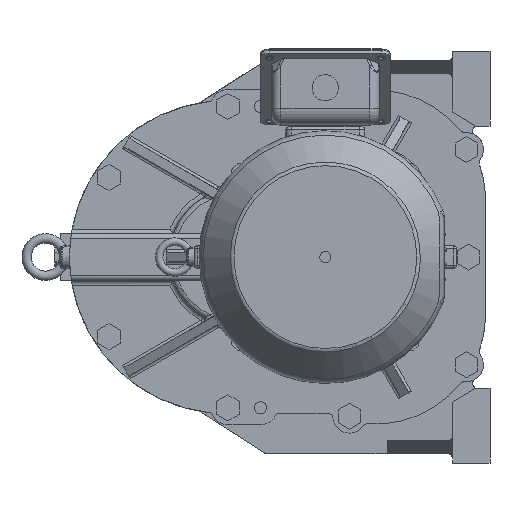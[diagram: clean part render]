
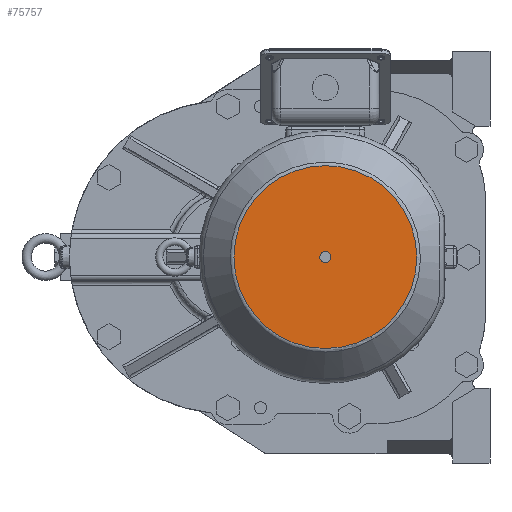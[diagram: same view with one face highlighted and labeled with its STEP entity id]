
A CAD part, left-side view. The second image highlights one B-rep face of the part: STEP entity #75757.
In plain terms, the highlighted planar face has unit normal (-1, 0, 0).
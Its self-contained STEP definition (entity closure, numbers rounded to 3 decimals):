
#4236 = PLANE ( 'NONE',  #6900 ) ;
#6900 = AXIS2_PLACEMENT_3D ( 'NONE', #41979, #50664, #105721 ) ;
#11355 = ORIENTED_EDGE ( 'NONE', *, *, #98373, .T. ) ;
#22119 = ORIENTED_EDGE ( 'NONE', *, *, #119760, .T. ) ;
#26582 = CIRCLE ( 'NONE', #111481, 97.668 ) ;
#33156 = DIRECTION ( 'NONE',  ( -1., 0., 0. ) ) ;
#41979 = CARTESIAN_POINT ( 'NONE',  ( -387.6, 5.905, 0. ) ) ;
#42008 = CIRCLE ( 'NONE', #89395, 6. ) ;
#50664 = DIRECTION ( 'NONE',  ( 1., 0., 0. ) ) ;
#52943 = DIRECTION ( 'NONE',  ( 0., 0., -1. ) ) ;
#57722 = DIRECTION ( 'NONE',  ( 1., 0., 0. ) ) ;
#67579 = CARTESIAN_POINT ( 'NONE',  ( -387.6, -94.095, 0. ) ) ;
#72813 = CARTESIAN_POINT ( 'NONE',  ( -387.6, -94.095, -6. ) ) ;
#75757 = ADVANCED_FACE ( 'NONE', ( #106939, #89590 ), #4236, .F. ) ;
#77805 = CARTESIAN_POINT ( 'NONE',  ( -387.6, -94.095, -97.668 ) ) ;
#78405 = VERTEX_POINT ( 'NONE', #77805 ) ;
#88807 = CARTESIAN_POINT ( 'NONE',  ( -387.6, -94.095, 0. ) ) ;
#89395 = AXIS2_PLACEMENT_3D ( 'NONE', #67579, #57722, #115180 ) ;
#89590 = FACE_OUTER_BOUND ( 'NONE', #97101, .T. ) ;
#91334 = VERTEX_POINT ( 'NONE', #72813 ) ;
#97101 = EDGE_LOOP ( 'NONE', ( #11355 ) ) ;
#97790 = EDGE_LOOP ( 'NONE', ( #22119 ) ) ;
#98373 = EDGE_CURVE ( 'NONE', #78405, #78405, #26582, .T. ) ;
#105721 = DIRECTION ( 'NONE',  ( 0., 0., -1. ) ) ;
#106939 = FACE_BOUND ( 'NONE', #97790, .T. ) ;
#111481 = AXIS2_PLACEMENT_3D ( 'NONE', #88807, #33156, #52943 ) ;
#115180 = DIRECTION ( 'NONE',  ( 0., 0., -1. ) ) ;
#119760 = EDGE_CURVE ( 'NONE', #91334, #91334, #42008, .T. ) ;
